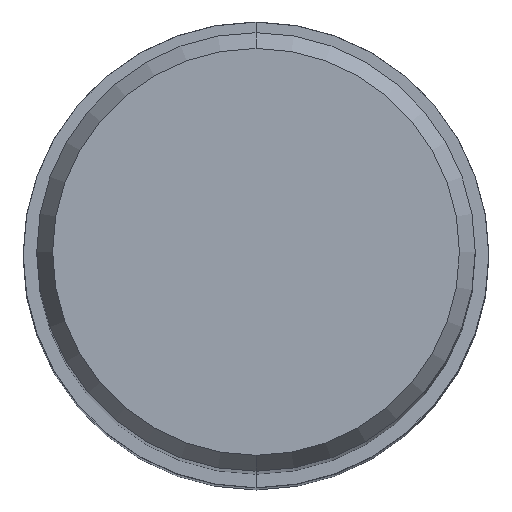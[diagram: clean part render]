
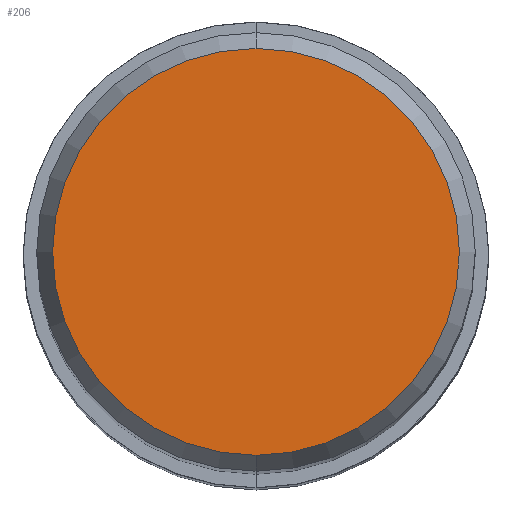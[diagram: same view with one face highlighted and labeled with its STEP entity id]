
A CAD part, top view. The second image highlights one B-rep face of the part: STEP entity #206.
In plain terms, the highlighted planar face has unit normal (0, 0, 1).
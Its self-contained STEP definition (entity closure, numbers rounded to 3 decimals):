
#116=VERTEX_POINT('',#276);
#154=VERTEX_POINT('',#320);
#206=ADVANCED_FACE('',(#377),#378,.T.);
#212=EDGE_CURVE('',#154,#116,#384,.T.);
#232=EDGE_CURVE('',#116,#154,#408,.T.);
#276=CARTESIAN_POINT('',(0.,-5.892,0.01));
#320=CARTESIAN_POINT('',(0.0,5.892,0.01));
#377=FACE_OUTER_BOUND('',#576,.T.);
#378=PLANE('',#577);
#384=CIRCLE('',#587,5.892);
#408=CIRCLE('',#615,5.892);
#576=EDGE_LOOP('',(#761,#762));
#577=AXIS2_PLACEMENT_3D('',#763,#764,#765);
#587=AXIS2_PLACEMENT_3D('',#770,#771,#772);
#615=AXIS2_PLACEMENT_3D('',#812,#813,#814);
#761=ORIENTED_EDGE('',*,*,#212,.F.);
#762=ORIENTED_EDGE('',*,*,#232,.F.);
#763=CARTESIAN_POINT('',(0.0,2.946,0.01));
#764=DIRECTION('',(-0.0,0.0,1.0));
#765=DIRECTION('',(0.0,-1.0,0.0));
#770=CARTESIAN_POINT('',(0.0,0.0,0.01));
#771=DIRECTION('',(0.0,0.0,-1.0));
#772=DIRECTION('',(0.0,1.0,0.0));
#812=CARTESIAN_POINT('',(0.0,0.0,0.01));
#813=DIRECTION('',(0.0,0.0,-1.0));
#814=DIRECTION('',(0.0,1.0,0.0));
